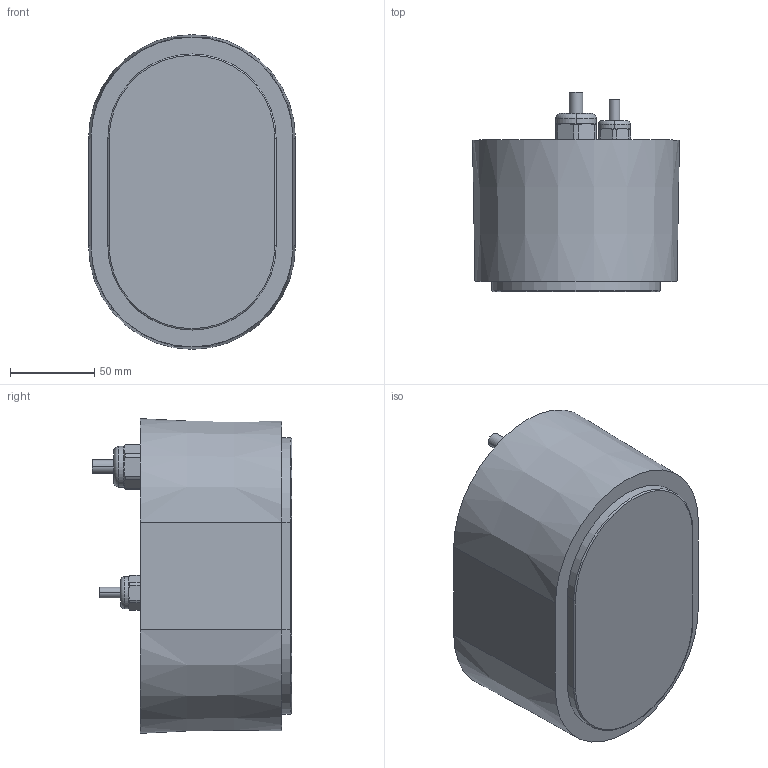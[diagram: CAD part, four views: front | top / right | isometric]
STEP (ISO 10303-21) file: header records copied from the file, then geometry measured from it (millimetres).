
FILE_DESCRIPTION((''),'2;1');
FILE_NAME('DP-18019-REV2_ASM','2022-01-12T10:01:47',('revans'),(''),'CREO PARAMETRIC BY PTC INC, 2020454','CREO PARAMETRIC BY PTC INC, 2020454','');
FILE_SCHEMA(('CONFIG_CONTROL_DESIGN'));
Length unit declared in the file: millimetre
Products named in the file (8): 01-471-01-REVA; 20-825-02-FOR-CADPKG_ASM; 09-229-HEYCO-3210; 09-163-REV04_NO_NUT; 22-1295-01; 22-1315-01; 93-119-01-REV01; DP-18019-REV2_ASM
Assembly tree (9 placements, depth 3):
  DP-18019-REV2_ASM
    20-825-02-FOR-CADPKG_ASM
      01-471-01-REVA  x3
    09-229-HEYCO-3210
    09-163-REV04_NO_NUT
    22-1295-01
    22-1315-01
    93-119-01-REV01
Bounding box: 122.93 x 118.47 x 186.93 mm (x, y, z)
Volume: 1736771.8 mm3; surface area: 101518.1 mm2
Topology: 8 solids, 11 shells, 301 faces, 729 edges, 469 vertices
Faces by surface type: cylinder 159, plane 91, cone 35, bspline 8, torus 8
Entity records: 14151 total; most frequent: CARTESIAN_POINT 8119, ORIENTED_EDGE 1234, DIRECTION 1211, EDGE_CURVE 619, AXIS2_PLACEMENT_3D 483, VERTEX_POINT 399, EDGE_LOOP 270, FACE_OUTER_BOUND 249
